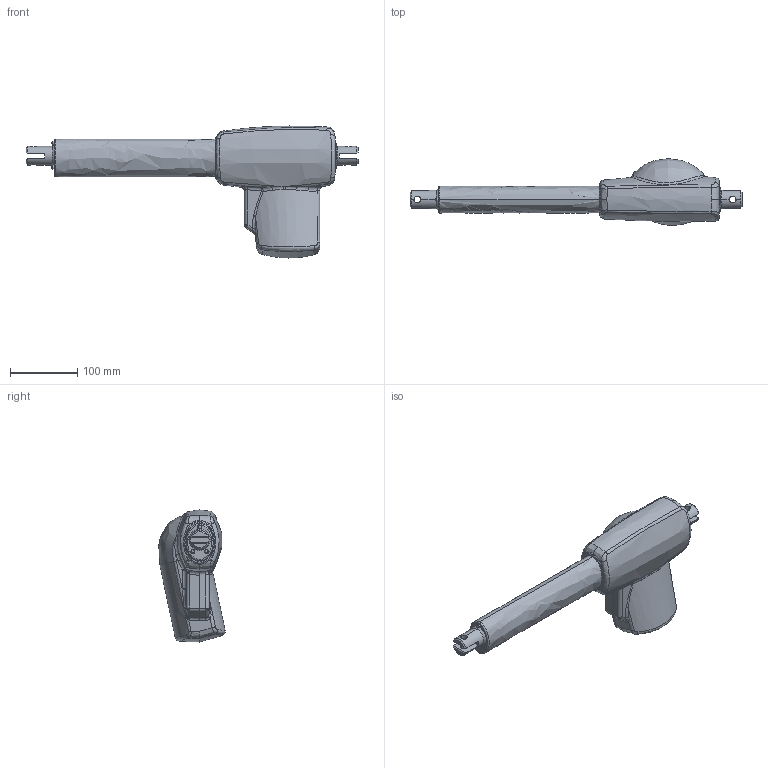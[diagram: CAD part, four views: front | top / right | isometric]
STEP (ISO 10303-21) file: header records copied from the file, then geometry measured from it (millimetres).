
FILE_DESCRIPTION (( 'STEP AP203' ), '1' );
FILE_NAME ('TA12.STEP', '2012-04-24T09:29:10', ( '' ), ( '' ), 'SwSTEP 2.0', 'SolidWorks 2010', '' );
FILE_SCHEMA (( 'CONFIG_CONTROL_DESIGN' ));
Length unit declared in the file: millimetre
Products named in the file (1): TA12
Bounding box: 495 x 99.09 x 196.83 mm (x, y, z)
Volume: 2141358.1 mm3; surface area: 131966.3 mm2
Topology: 1 solids, 1 shells, 203 faces, 504 edges, 303 vertices
Faces by surface type: bspline 124, plane 27, cylinder 26, cone 19, torus 4, sphere 3
Entity records: 37581 total; most frequent: CARTESIAN_POINT 33550, ORIENTED_EDGE 1006, DIRECTION 528, EDGE_CURVE 503, VERTEX_POINT 303, B_SPLINE_CURVE_WITH_KNOTS 265, AXIS2_PLACEMENT_3D 229, EDGE_LOOP 212
